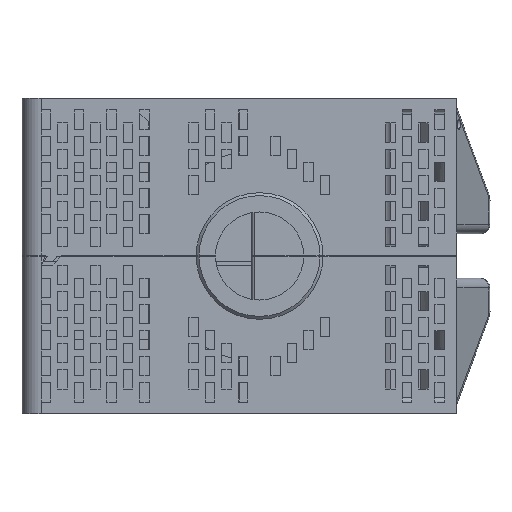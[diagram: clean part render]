
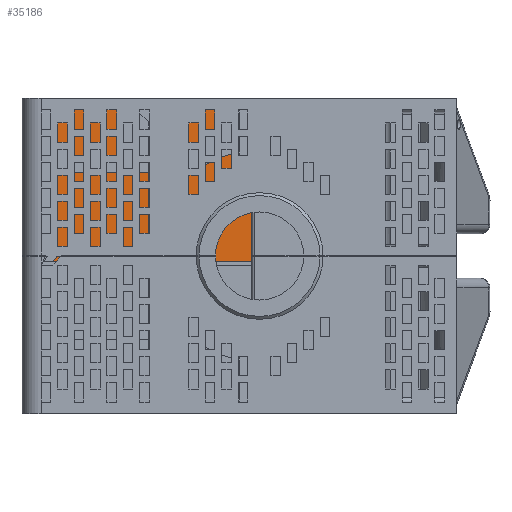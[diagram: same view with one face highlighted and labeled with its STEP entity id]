
A CAD part, front view. The second image highlights one B-rep face of the part: STEP entity #35186.
In plain terms, the highlighted planar face has unit normal (0, -1, 0).
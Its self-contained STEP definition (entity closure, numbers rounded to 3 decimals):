
#906=PLANE('',#37085);
#2723=LINE('',#48059,#7254);
#2731=LINE('',#48194,#7262);
#2739=LINE('',#48214,#7270);
#2740=LINE('',#48218,#7271);
#2741=LINE('',#48220,#7272);
#2742=LINE('',#48222,#7273);
#2743=LINE('',#48224,#7274);
#2744=LINE('',#48226,#7275);
#2745=LINE('',#48228,#7276);
#2746=LINE('',#48230,#7277);
#2747=LINE('',#48232,#7278);
#2748=LINE('',#48234,#7279);
#2749=LINE('',#48236,#7280);
#2750=LINE('',#48238,#7281);
#2751=LINE('',#48240,#7282);
#2752=LINE('',#48242,#7283);
#2753=LINE('',#48244,#7284);
#2754=LINE('',#48245,#7285);
#2755=LINE('',#48246,#7286);
#7254=VECTOR('',#39472,1000.);
#7262=VECTOR('',#39522,10.);
#7270=VECTOR('',#39544,1000.);
#7271=VECTOR('',#39549,1000.);
#7272=VECTOR('',#39550,1000.);
#7273=VECTOR('',#39551,1000.);
#7274=VECTOR('',#39552,1000.);
#7275=VECTOR('',#39553,1000.);
#7276=VECTOR('',#39554,1000.);
#7277=VECTOR('',#39555,1000.);
#7278=VECTOR('',#39556,1000.);
#7279=VECTOR('',#39557,1000.);
#7280=VECTOR('',#39558,1000.);
#7281=VECTOR('',#39559,1000.);
#7282=VECTOR('',#39560,1000.);
#7283=VECTOR('',#39561,1000.);
#7284=VECTOR('',#39562,1000.);
#7285=VECTOR('',#39563,1000.);
#7286=VECTOR('',#39564,1000.);
#11691=FACE_OUTER_BOUND('',#13468,.T.);
#13468=EDGE_LOOP('',(#25381,#25382,#25383,#25384,#25385,#25386,#25387,#25388,
#25389,#25390,#25391,#25392,#25393,#25394,#25395,#25396,#25397,#25398,#25399));
#16208=VERTEX_POINT('',#48056);
#16209=VERTEX_POINT('',#48058);
#16228=VERTEX_POINT('',#48186);
#16229=VERTEX_POINT('',#48191);
#16235=VERTEX_POINT('',#48213);
#16236=VERTEX_POINT('',#48217);
#16237=VERTEX_POINT('',#48219);
#16238=VERTEX_POINT('',#48221);
#16239=VERTEX_POINT('',#48223);
#16240=VERTEX_POINT('',#48225);
#16241=VERTEX_POINT('',#48227);
#16242=VERTEX_POINT('',#48229);
#16243=VERTEX_POINT('',#48231);
#16244=VERTEX_POINT('',#48233);
#16245=VERTEX_POINT('',#48235);
#16246=VERTEX_POINT('',#48237);
#16247=VERTEX_POINT('',#48239);
#16248=VERTEX_POINT('',#48241);
#16249=VERTEX_POINT('',#48243);
#19770=EDGE_CURVE('',#16209,#16208,#2723,.T.);
#19798=EDGE_CURVE('',#16229,#16228,#2731,.T.);
#19808=EDGE_CURVE('',#16235,#16228,#2739,.T.);
#19810=EDGE_CURVE('',#16236,#16229,#2740,.T.);
#19811=EDGE_CURVE('',#16237,#16236,#2741,.T.);
#19812=EDGE_CURVE('',#16237,#16238,#2742,.T.);
#19813=EDGE_CURVE('',#16238,#16239,#2743,.T.);
#19814=EDGE_CURVE('',#16239,#16240,#2744,.T.);
#19815=EDGE_CURVE('',#16240,#16241,#2745,.T.);
#19816=EDGE_CURVE('',#16241,#16242,#2746,.T.);
#19817=EDGE_CURVE('',#16242,#16243,#2747,.T.);
#19818=EDGE_CURVE('',#16243,#16244,#2748,.T.);
#19819=EDGE_CURVE('',#16244,#16245,#2749,.T.);
#19820=EDGE_CURVE('',#16245,#16246,#2750,.T.);
#19821=EDGE_CURVE('',#16247,#16246,#2751,.T.);
#19822=EDGE_CURVE('',#16248,#16247,#2752,.T.);
#19823=EDGE_CURVE('',#16248,#16249,#2753,.T.);
#19824=EDGE_CURVE('',#16249,#16209,#2754,.T.);
#19825=EDGE_CURVE('',#16235,#16208,#2755,.T.);
#25381=ORIENTED_EDGE('',*,*,#19798,.F.);
#25382=ORIENTED_EDGE('',*,*,#19810,.F.);
#25383=ORIENTED_EDGE('',*,*,#19811,.F.);
#25384=ORIENTED_EDGE('',*,*,#19812,.T.);
#25385=ORIENTED_EDGE('',*,*,#19813,.T.);
#25386=ORIENTED_EDGE('',*,*,#19814,.T.);
#25387=ORIENTED_EDGE('',*,*,#19815,.T.);
#25388=ORIENTED_EDGE('',*,*,#19816,.T.);
#25389=ORIENTED_EDGE('',*,*,#19817,.T.);
#25390=ORIENTED_EDGE('',*,*,#19818,.T.);
#25391=ORIENTED_EDGE('',*,*,#19819,.T.);
#25392=ORIENTED_EDGE('',*,*,#19820,.T.);
#25393=ORIENTED_EDGE('',*,*,#19821,.F.);
#25394=ORIENTED_EDGE('',*,*,#19822,.F.);
#25395=ORIENTED_EDGE('',*,*,#19823,.T.);
#25396=ORIENTED_EDGE('',*,*,#19824,.T.);
#25397=ORIENTED_EDGE('',*,*,#19770,.T.);
#25398=ORIENTED_EDGE('',*,*,#19825,.F.);
#25399=ORIENTED_EDGE('',*,*,#19808,.T.);
#35186=ADVANCED_FACE('',(#11691),#906,.F.);
#37085=AXIS2_PLACEMENT_3D('',#48216,#39547,#39548);
#39472=DIRECTION('',(0.,0.,1.));
#39522=DIRECTION('',(1.,0.,0.));
#39544=DIRECTION('',(0.,0.,1.));
#39547=DIRECTION('center_axis',(0.,1.,0.));
#39548=DIRECTION('ref_axis',(0.,0.,1.));
#39549=DIRECTION('',(0.,0.,1.));
#39550=DIRECTION('',(1.,0.,0.));
#39551=DIRECTION('',(-0.707,0.,0.707));
#39552=DIRECTION('',(0.,0.,1.));
#39553=DIRECTION('',(-1.,0.,0.));
#39554=DIRECTION('',(0.,0.,1.));
#39555=DIRECTION('',(-1.,0.,0.));
#39556=DIRECTION('',(0.,0.,-1.));
#39557=DIRECTION('',(-1.,0.,0.));
#39558=DIRECTION('',(0.,0.,1.));
#39559=DIRECTION('',(-1.,0.,0.));
#39560=DIRECTION('',(0.,0.,1.));
#39561=DIRECTION('',(1.,0.,0.));
#39562=DIRECTION('',(0.,0.,-1.));
#39563=DIRECTION('',(1.,0.,0.));
#39564=DIRECTION('',(1.,0.,0.));
#48056=CARTESIAN_POINT('',(-11.078,91.728,-141.045));
#48058=CARTESIAN_POINT('',(-11.078,91.728,-142.245));
#48059=CARTESIAN_POINT('',(-11.078,91.728,-142.245));
#48186=CARTESIAN_POINT('',(-22.078,91.728,-113.245));
#48191=CARTESIAN_POINT('',(-31.328,91.728,-113.245));
#48194=CARTESIAN_POINT('',(-29.578,91.728,-113.245));
#48213=CARTESIAN_POINT('',(-22.078,91.728,-141.045));
#48214=CARTESIAN_POINT('',(-22.078,91.728,-141.045));
#48216=CARTESIAN_POINT('Origin',(-29.578,91.728,-141.045));
#48217=CARTESIAN_POINT('',(-31.328,91.728,-130.045));
#48218=CARTESIAN_POINT('',(-31.328,91.728,-141.045));
#48219=CARTESIAN_POINT('',(-32.228,91.728,-130.045));
#48220=CARTESIAN_POINT('',(-29.578,91.728,-130.045));
#48221=CARTESIAN_POINT('',(-33.728,91.728,-128.545));
#48222=CARTESIAN_POINT('',(-25.403,91.728,-136.87));
#48223=CARTESIAN_POINT('',(-33.728,91.728,-119.695));
#48224=CARTESIAN_POINT('',(-33.728,91.728,-141.045));
#48225=CARTESIAN_POINT('',(-36.128,91.728,-119.695));
#48226=CARTESIAN_POINT('',(-29.578,91.728,-119.695));
#48227=CARTESIAN_POINT('',(-36.128,91.728,-110.745));
#48228=CARTESIAN_POINT('',(-36.128,91.728,-141.045));
#48229=CARTESIAN_POINT('',(-53.878,91.728,-110.745));
#48230=CARTESIAN_POINT('',(-29.578,91.728,-110.745));
#48231=CARTESIAN_POINT('',(-53.878,91.728,-119.695));
#48232=CARTESIAN_POINT('',(-53.878,91.728,-141.045));
#48233=CARTESIAN_POINT('',(-56.278,91.728,-119.695));
#48234=CARTESIAN_POINT('',(-29.578,91.728,-119.695));
#48235=CARTESIAN_POINT('',(-56.278,91.728,-110.745));
#48236=CARTESIAN_POINT('',(-56.278,91.728,-141.045));
#48237=CARTESIAN_POINT('',(-74.028,91.728,-110.745));
#48238=CARTESIAN_POINT('',(-29.578,91.728,-110.745));
#48239=CARTESIAN_POINT('',(-74.028,91.728,-119.695));
#48240=CARTESIAN_POINT('',(-74.028,91.728,-141.045));
#48241=CARTESIAN_POINT('',(-76.428,91.728,-119.695));
#48242=CARTESIAN_POINT('',(-29.578,91.728,-119.695));
#48243=CARTESIAN_POINT('',(-76.428,91.728,-142.245));
#48244=CARTESIAN_POINT('',(-76.428,91.728,-141.045));
#48245=CARTESIAN_POINT('',(-0.14,91.728,-142.245));
#48246=CARTESIAN_POINT('',(-0.14,91.728,-141.045));
